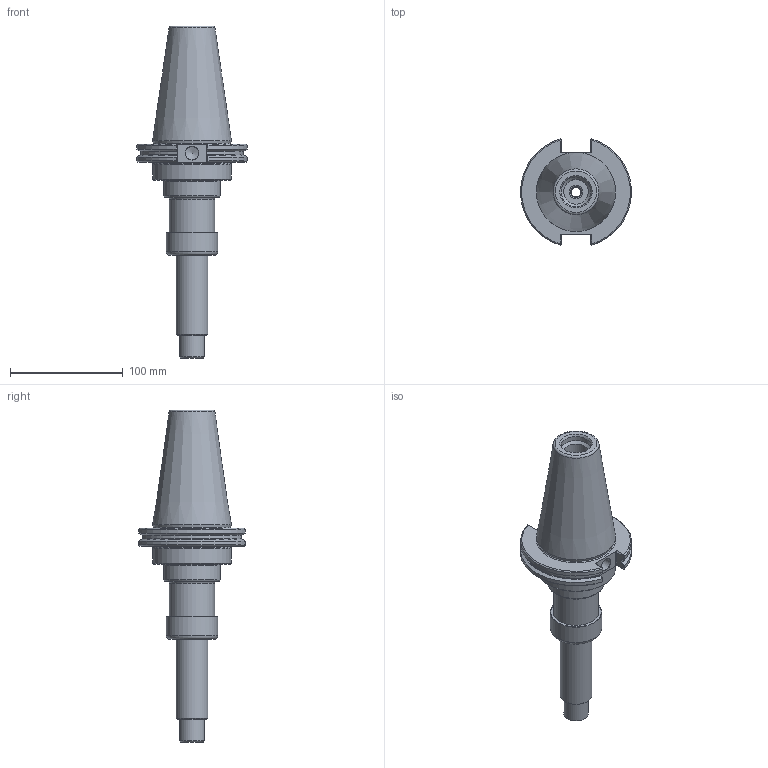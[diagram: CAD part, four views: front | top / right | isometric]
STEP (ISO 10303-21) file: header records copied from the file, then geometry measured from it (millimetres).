
FILE_DESCRIPTION(/* description */ (''),/* implementation_level */ '2;1');
FILE_NAME(/* name */ '885313031.stp',/* time_stamp */ '2021-07-27T14:38:05',/* author */ ('LRA'),/* organization */ ('REGO-FIX'),/* preprocessor_version */ ' Unknown',/* originating_system */ 'SIEMENS PLM Software Solid Edge ST10',/* authorization */ 'Unknown');
FILE_SCHEMA (('AUTOMOTIVE_DESIGN { 1 0 10303 214 2 1 1}'));
Length unit declared in the file: millimetre
Products named in the file (1): NOCUT
Bounding box: 98.08 x 94.39 x 294.3 mm (x, y, z)
Volume: 504803.8 mm3; surface area: 77806.1 mm2
Topology: 1 solids, 3 shells, 152 faces, 364 edges, 228 vertices
Faces by surface type: plane 43, cylinder 40, cone 39, torus 22, bspline 8
Full cylindrical faces by diameter (mm): 8.35 x1, 8.376 x1, 10 x1, 10.5 x1, 11.7 x1, 21.963 x1, 22 x1, 23.8 x1, 24.7 x1, 25 x1, 26.4 x1, 28 x1, 29 x1, 33 x1, 34 x1, 38.376 x1, 40 x1, 40.05 x1, 43.3 x1, 45.65 x1, 50.5 x1, 69.85 x1
Entity records: 5111 total; most frequent: CARTESIAN_POINT 882, DIRECTION 671, ORIENTED_EDGE 546, AXIS2_PLACEMENT_3D 299, EDGE_CURVE 273, FACE_BOUND 240, EDGE_LOOP 239, VERTEX_POINT 209
